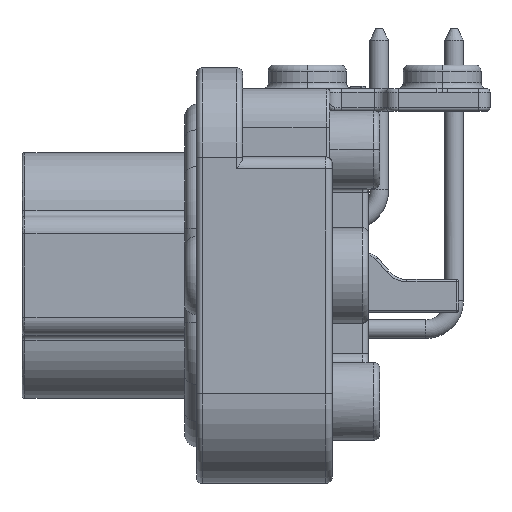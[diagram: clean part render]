
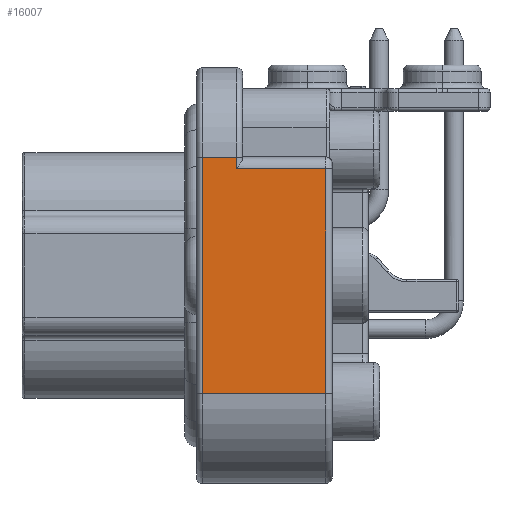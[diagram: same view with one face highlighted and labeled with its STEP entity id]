
A CAD part, left-side view. The second image highlights one B-rep face of the part: STEP entity #16007.
In plain terms, the highlighted planar face has unit normal (-1, 0, 0).
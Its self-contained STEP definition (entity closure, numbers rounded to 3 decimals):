
#240=DIRECTION('',(0.,0.,-1.));
#241=VECTOR('',#240,20.01);
#242=CARTESIAN_POINT('',(-19.175,11.,10.005));
#243=LINE('',#242,#241);
#4205=DIRECTION('',(0.,0.,1.));
#4206=VECTOR('',#4205,19.06);
#4207=CARTESIAN_POINT('',(-19.175,0.55,-10.005));
#4208=LINE('',#4207,#4206);
#4236=DIRECTION('',(0.,-1.,0.));
#4237=VECTOR('',#4236,10.45);
#4238=CARTESIAN_POINT('',(-19.175,11.,-10.005));
#4239=LINE('',#4238,#4237);
#4240=DIRECTION('',(0.,1.,0.));
#4241=VECTOR('',#4240,2.9);
#4242=CARTESIAN_POINT('',(-19.175,8.1,10.005));
#4243=LINE('',#4242,#4241);
#4363=DIRECTION('',(0.,1.,0.));
#4364=VECTOR('',#4363,7.55);
#4365=CARTESIAN_POINT('',(-19.175,0.55,9.055));
#4366=LINE('',#4365,#4364);
#4380=DIRECTION('',(0.,0.,1.));
#4381=VECTOR('',#4380,0.95);
#4382=CARTESIAN_POINT('',(-19.175,8.1,9.055));
#4383=LINE('',#4382,#4381);
#8510=CARTESIAN_POINT('',(-19.175,11.,-10.005));
#8511=VERTEX_POINT('',#8510);
#8512=CARTESIAN_POINT('',(-19.175,11.,10.005));
#8513=VERTEX_POINT('',#8512);
#9432=CARTESIAN_POINT('',(-19.175,0.55,9.055));
#9433=VERTEX_POINT('',#9432);
#9434=CARTESIAN_POINT('',(-19.175,8.1,9.055));
#9435=VERTEX_POINT('',#9434);
#9436=CARTESIAN_POINT('',(-19.175,0.55,-10.005));
#9437=VERTEX_POINT('',#9436);
#9440=CARTESIAN_POINT('',(-19.175,8.1,10.005));
#9441=VERTEX_POINT('',#9440);
#15991=CARTESIAN_POINT('',(-19.175,0.,-10.005));
#15992=DIRECTION('',(-1.,0.,0.));
#15993=DIRECTION('',(0.,0.,1.));
#15994=AXIS2_PLACEMENT_3D('',#15991,#15992,#15993);
#15995=PLANE('',#15994);
#15996=ORIENTED_EDGE('',*,*,#15932,.F.);
#15997=ORIENTED_EDGE('',*,*,#15986,.F.);
#15998=ORIENTED_EDGE('',*,*,#10452,.F.);
#16000=ORIENTED_EDGE('',*,*,#15999,.F.);
#16002=ORIENTED_EDGE('',*,*,#16001,.F.);
#16004=ORIENTED_EDGE('',*,*,#16003,.F.);
#16005=EDGE_LOOP('',(#15996,#15997,#15998,#16000,#16002,#16004));
#16006=FACE_OUTER_BOUND('',#16005,.F.);
#16007=ADVANCED_FACE('',(#16006),#15995,.T.);
#10452=EDGE_CURVE('',#8513,#8511,#243,.T.);
#15932=EDGE_CURVE('',#9437,#9433,#4208,.T.);
#15986=EDGE_CURVE('',#8511,#9437,#4239,.T.);
#15999=EDGE_CURVE('',#9441,#8513,#4243,.T.);
#16001=EDGE_CURVE('',#9435,#9441,#4383,.T.);
#16003=EDGE_CURVE('',#9433,#9435,#4366,.T.);
